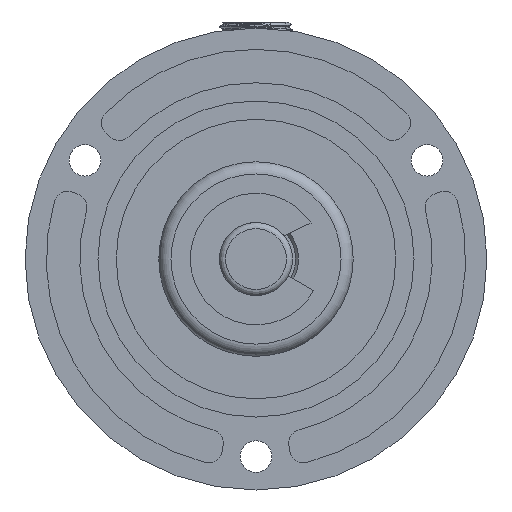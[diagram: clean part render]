
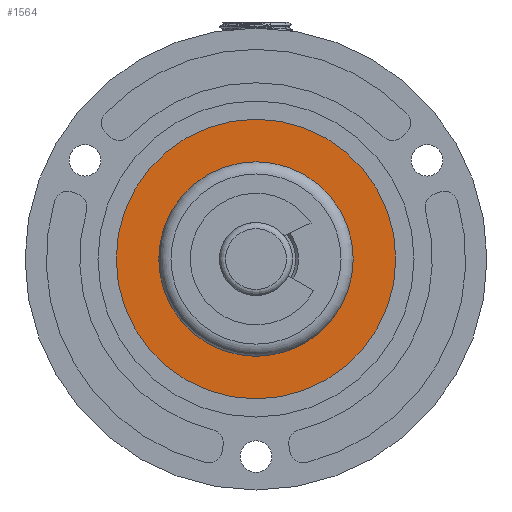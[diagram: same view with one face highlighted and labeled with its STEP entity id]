
A CAD part, front view. The second image highlights one B-rep face of the part: STEP entity #1564.
In plain terms, the highlighted planar face has unit normal (0, -1, 0).
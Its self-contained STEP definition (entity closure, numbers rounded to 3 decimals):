
#984=FACE_BOUND('',#2811,.T.);
#985=FACE_BOUND('',#2812,.T.);
#1262=PLANE('',#10338);
#1564=ADVANCED_FACE('',(#984,#985),#1262,.F.);
#2811=EDGE_LOOP('',(#4906));
#2812=EDGE_LOOP('',(#4907));
#4906=ORIENTED_EDGE('',*,*,#8643,.T.);
#4907=ORIENTED_EDGE('',*,*,#8645,.T.);
#7677=VERTEX_POINT('',#13385);
#7679=VERTEX_POINT('',#13391);
#8643=EDGE_CURVE('',#7677,#7677,#10030,.T.);
#8645=EDGE_CURVE('',#7679,#7679,#10032,.T.);
#10030=CIRCLE('',#10333,23.);
#10032=CIRCLE('',#10337,8.5);
#10333=AXIS2_PLACEMENT_3D('',#13384,#11159,#11160);
#10337=AXIS2_PLACEMENT_3D('',#13390,#11167,#11168);
#10338=AXIS2_PLACEMENT_3D('',#13392,#11169,#11170);
#11159=DIRECTION('',(0.,-1.,0.));
#11160=DIRECTION('',(0.,0.,1.));
#11167=DIRECTION('',(0.,1.,0.));
#11168=DIRECTION('',(1.,0.,0.));
#11169=DIRECTION('',(0.,1.,0.));
#11170=DIRECTION('',(0.,0.,-1.));
#13384=CARTESIAN_POINT('',(0.,-27.3,0.));
#13385=CARTESIAN_POINT('',(0.,-27.3,23.));
#13390=CARTESIAN_POINT('',(0.,-27.3,0.));
#13391=CARTESIAN_POINT('',(8.5,-27.3,0.));
#13392=CARTESIAN_POINT('',(0.,-27.3,-17.95));
